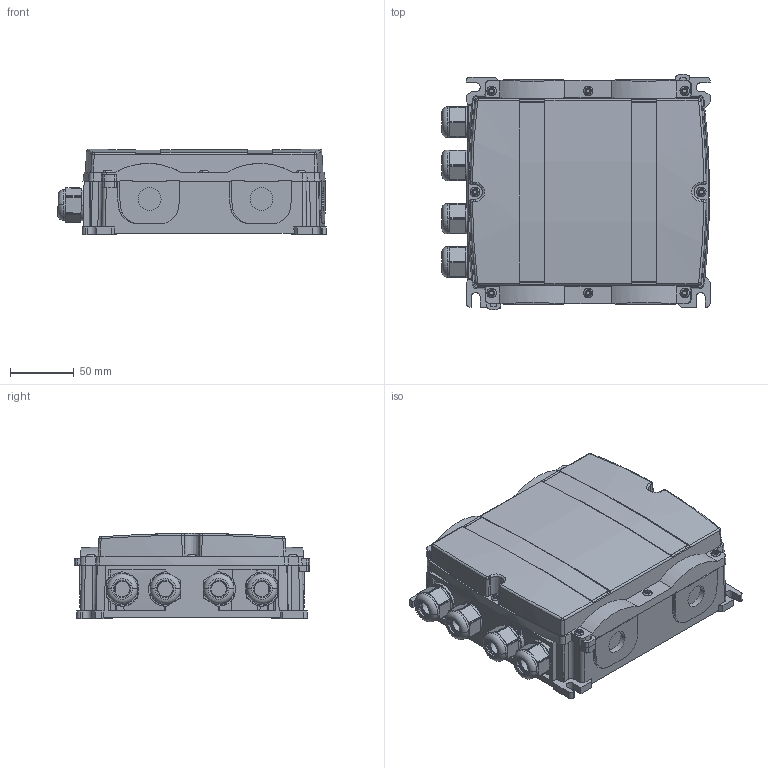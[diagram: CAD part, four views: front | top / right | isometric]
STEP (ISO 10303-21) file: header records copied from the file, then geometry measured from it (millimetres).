
FILE_DESCRIPTION(('CATIA V5 STEP Exchange','CAx-IF Rec.Pracs.--- Model Styling and Organization---1.5--- 2016-08-15','CAx-IF Rec.Pracs.---Supplemental Geometry---1.0---2011-11-01','CAx-IF Rec.Pracs.--- Composite Materials ---1.1---2010-07-15'),'2;1');
FILE_NAME ('002991-5_3', '2025-03-21T07:19:24+00:00', ('none'), ('Weidmueller'), 'CATIA Version 5-6 Release 2022 SP4 HF5', 'CATIA V5 STEP AP214 v3', 'none');
FILE_SCHEMA(('AUTOMOTIVE_DESIGN { 1 0 10303 214 1 1 1 1 }'));
Length unit declared in the file: millimetre
Products named in the file (1): 1002900000
Bounding box: 211.14 x 185.13 x 67 mm (x, y, z)
Volume: 2018915.1 mm3; surface area: 168656.5 mm2
Topology: 1 solids, 42 shells, 2076 faces, 5521 edges, 3579 vertices
Faces by surface type: plane 833, cylinder 766, torus 214, cone 155, extrusion 49, bspline 43, sphere 16
Entity records: 70134 total; most frequent: CARTESIAN_POINT 22492, ORIENTED_EDGE 11042, DIRECTION 6899, EDGE_CURVE 5521, VERTEX_POINT 3579, AXIS2_PLACEMENT_3D 3063, VECTOR 2571, LINE 2522
